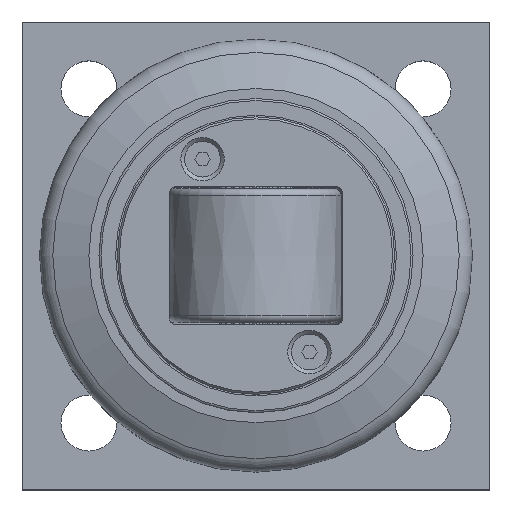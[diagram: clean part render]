
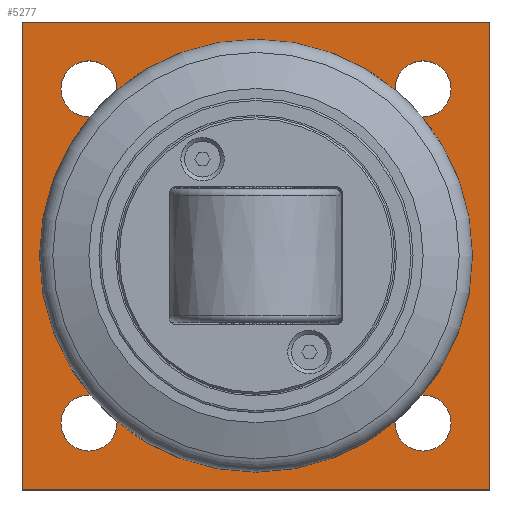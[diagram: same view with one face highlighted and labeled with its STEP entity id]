
A CAD part, top view. The second image highlights one B-rep face of the part: STEP entity #5277.
In plain terms, the highlighted planar face has unit normal (0, 0, 1).
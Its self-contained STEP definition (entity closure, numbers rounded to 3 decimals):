
#77=FACE_BOUND('',#759,.T.);
#78=FACE_BOUND('',#760,.T.);
#79=FACE_BOUND('',#761,.T.);
#80=FACE_BOUND('',#762,.T.);
#81=FACE_BOUND('',#763,.T.);
#229=PLANE('',#5756);
#472=FACE_OUTER_BOUND('',#758,.T.);
#758=EDGE_LOOP('',(#4470,#4471,#4472,#4473));
#759=EDGE_LOOP('',(#4474));
#760=EDGE_LOOP('',(#4475,#4476));
#761=EDGE_LOOP('',(#4477,#4478));
#762=EDGE_LOOP('',(#4479,#4480));
#763=EDGE_LOOP('',(#4481,#4482));
#1249=LINE('',#8770,#1734);
#1250=LINE('',#8772,#1735);
#1251=LINE('',#8774,#1736);
#1252=LINE('',#8775,#1737);
#1734=VECTOR('',#7071,10.);
#1735=VECTOR('',#7072,10.);
#1736=VECTOR('',#7073,10.);
#1737=VECTOR('',#7074,10.);
#2012=CIRCLE('',#5757,20.5);
#2013=CIRCLE('',#5758,4.188);
#2014=CIRCLE('',#5759,4.188);
#2015=CIRCLE('',#5760,4.188);
#2016=CIRCLE('',#5761,4.188);
#2017=CIRCLE('',#5762,4.188);
#2018=CIRCLE('',#5763,4.188);
#2019=CIRCLE('',#5764,4.188);
#2020=CIRCLE('',#5765,4.188);
#2494=VERTEX_POINT('',#8768);
#2495=VERTEX_POINT('',#8769);
#2496=VERTEX_POINT('',#8771);
#2497=VERTEX_POINT('',#8773);
#2498=VERTEX_POINT('',#8776);
#2499=VERTEX_POINT('',#8778);
#2500=VERTEX_POINT('',#8779);
#2501=VERTEX_POINT('',#8782);
#2502=VERTEX_POINT('',#8783);
#2503=VERTEX_POINT('',#8786);
#2504=VERTEX_POINT('',#8787);
#2505=VERTEX_POINT('',#8790);
#2506=VERTEX_POINT('',#8791);
#3201=EDGE_CURVE('',#2494,#2495,#1249,.T.);
#3202=EDGE_CURVE('',#2496,#2494,#1250,.T.);
#3203=EDGE_CURVE('',#2497,#2496,#1251,.T.);
#3204=EDGE_CURVE('',#2495,#2497,#1252,.T.);
#3205=EDGE_CURVE('',#2498,#2498,#2012,.T.);
#3206=EDGE_CURVE('',#2499,#2500,#2013,.T.);
#3207=EDGE_CURVE('',#2500,#2499,#2014,.T.);
#3208=EDGE_CURVE('',#2501,#2502,#2015,.T.);
#3209=EDGE_CURVE('',#2502,#2501,#2016,.T.);
#3210=EDGE_CURVE('',#2503,#2504,#2017,.T.);
#3211=EDGE_CURVE('',#2504,#2503,#2018,.T.);
#3212=EDGE_CURVE('',#2505,#2506,#2019,.T.);
#3213=EDGE_CURVE('',#2506,#2505,#2020,.T.);
#4470=ORIENTED_EDGE('',*,*,#3201,.F.);
#4471=ORIENTED_EDGE('',*,*,#3202,.F.);
#4472=ORIENTED_EDGE('',*,*,#3203,.F.);
#4473=ORIENTED_EDGE('',*,*,#3204,.F.);
#4474=ORIENTED_EDGE('',*,*,#3205,.T.);
#4475=ORIENTED_EDGE('',*,*,#3206,.T.);
#4476=ORIENTED_EDGE('',*,*,#3207,.T.);
#4477=ORIENTED_EDGE('',*,*,#3208,.T.);
#4478=ORIENTED_EDGE('',*,*,#3209,.T.);
#4479=ORIENTED_EDGE('',*,*,#3210,.T.);
#4480=ORIENTED_EDGE('',*,*,#3211,.T.);
#4481=ORIENTED_EDGE('',*,*,#3212,.T.);
#4482=ORIENTED_EDGE('',*,*,#3213,.T.);
#5277=ADVANCED_FACE('',(#472,#77,#78,#79,#80,#81),#229,.T.);
#5756=AXIS2_PLACEMENT_3D('',#8767,#7069,#7070);
#5757=AXIS2_PLACEMENT_3D('',#8777,#7075,#7076);
#5758=AXIS2_PLACEMENT_3D('',#8780,#7077,#7078);
#5759=AXIS2_PLACEMENT_3D('',#8781,#7079,#7080);
#5760=AXIS2_PLACEMENT_3D('',#8784,#7081,#7082);
#5761=AXIS2_PLACEMENT_3D('',#8785,#7083,#7084);
#5762=AXIS2_PLACEMENT_3D('',#8788,#7085,#7086);
#5763=AXIS2_PLACEMENT_3D('',#8789,#7087,#7088);
#5764=AXIS2_PLACEMENT_3D('',#8792,#7089,#7090);
#5765=AXIS2_PLACEMENT_3D('',#8793,#7091,#7092);
#7069=DIRECTION('center_axis',(0.,0.,1.));
#7070=DIRECTION('ref_axis',(1.,0.,0.));
#7071=DIRECTION('',(0.,1.,0.));
#7072=DIRECTION('',(-1.,0.,0.));
#7073=DIRECTION('',(0.,-1.,0.));
#7074=DIRECTION('',(1.,0.,0.));
#7075=DIRECTION('center_axis',(0.,0.,-1.));
#7076=DIRECTION('ref_axis',(0.,-1.,0.));
#7077=DIRECTION('center_axis',(0.,0.,-1.));
#7078=DIRECTION('ref_axis',(1.,0.,0.));
#7079=DIRECTION('center_axis',(0.,0.,-1.));
#7080=DIRECTION('ref_axis',(1.,0.,0.));
#7081=DIRECTION('center_axis',(0.,0.,-1.));
#7082=DIRECTION('ref_axis',(1.,0.,0.));
#7083=DIRECTION('center_axis',(0.,0.,-1.));
#7084=DIRECTION('ref_axis',(1.,0.,0.));
#7085=DIRECTION('center_axis',(0.,0.,-1.));
#7086=DIRECTION('ref_axis',(1.,0.,0.));
#7087=DIRECTION('center_axis',(0.,0.,-1.));
#7088=DIRECTION('ref_axis',(1.,0.,0.));
#7089=DIRECTION('center_axis',(0.,0.,-1.));
#7090=DIRECTION('ref_axis',(1.,0.,0.));
#7091=DIRECTION('center_axis',(0.,0.,-1.));
#7092=DIRECTION('ref_axis',(1.,0.,0.));
#8767=CARTESIAN_POINT('Origin',(35.,35.,12.));
#8768=CARTESIAN_POINT('',(0.,0.,12.));
#8769=CARTESIAN_POINT('',(0.,70.,12.));
#8770=CARTESIAN_POINT('',(0.,70.,12.));
#8771=CARTESIAN_POINT('',(70.,0.,12.));
#8772=CARTESIAN_POINT('',(0.,0.,12.));
#8773=CARTESIAN_POINT('',(70.,70.,12.));
#8774=CARTESIAN_POINT('',(70.,0.,12.));
#8775=CARTESIAN_POINT('',(70.,70.,12.));
#8776=CARTESIAN_POINT('',(35.,55.5,12.));
#8777=CARTESIAN_POINT('Origin',(35.,35.,12.));
#8778=CARTESIAN_POINT('',(14.188,10.,12.));
#8779=CARTESIAN_POINT('',(5.812,10.,12.));
#8780=CARTESIAN_POINT('Origin',(10.,10.,12.));
#8781=CARTESIAN_POINT('Origin',(10.,10.,12.));
#8782=CARTESIAN_POINT('',(64.188,10.,12.));
#8783=CARTESIAN_POINT('',(55.812,10.,12.));
#8784=CARTESIAN_POINT('Origin',(60.,10.,12.));
#8785=CARTESIAN_POINT('Origin',(60.,10.,12.));
#8786=CARTESIAN_POINT('',(64.188,60.,12.));
#8787=CARTESIAN_POINT('',(55.812,60.,12.));
#8788=CARTESIAN_POINT('Origin',(60.,60.,12.));
#8789=CARTESIAN_POINT('Origin',(60.,60.,12.));
#8790=CARTESIAN_POINT('',(14.188,60.,12.));
#8791=CARTESIAN_POINT('',(5.812,60.,12.));
#8792=CARTESIAN_POINT('Origin',(10.,60.,12.));
#8793=CARTESIAN_POINT('Origin',(10.,60.,12.));
